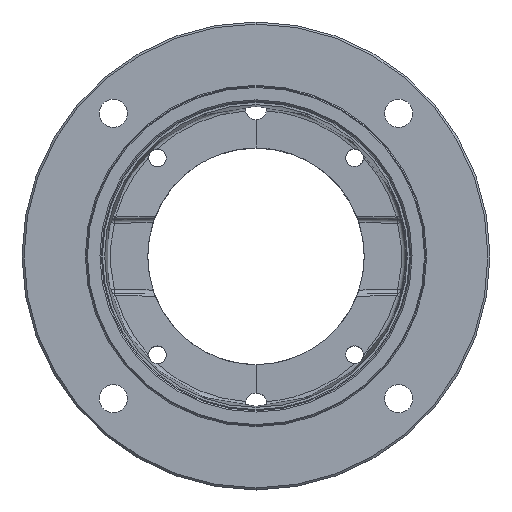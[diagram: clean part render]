
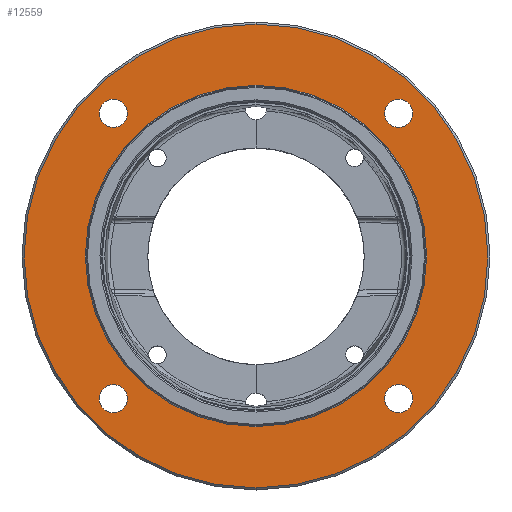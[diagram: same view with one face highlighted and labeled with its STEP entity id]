
A CAD part, top view. The second image highlights one B-rep face of the part: STEP entity #12559.
In plain terms, the highlighted planar face has unit normal (0, 0, 1).
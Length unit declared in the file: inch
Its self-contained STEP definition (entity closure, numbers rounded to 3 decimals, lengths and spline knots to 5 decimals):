
#12=CARTESIAN_POINT('',(0.,0.,-0.1825));
#13=DIRECTION('',(0.,0.,1.));
#14=DIRECTION('',(0.,1.,0.));
#15=AXIS2_PLACEMENT_3D('',#12,#13,#14);
#21=CARTESIAN_POINT('',(0.,0.,-0.1825));
#22=DIRECTION('',(0.,0.,-1.));
#23=DIRECTION('',(0.,1.,0.));
#24=AXIS2_PLACEMENT_3D('',#21,#22,#23);
#2031=CARTESIAN_POINT('',(0.,0.,-0.1825));
#2032=DIRECTION('',(0.,0.,1.));
#2033=DIRECTION('',(0.,1.,0.));
#2034=AXIS2_PLACEMENT_3D('',#2031,#2032,#2033);
#2036=CARTESIAN_POINT('',(0.,0.,-0.1825));
#2037=DIRECTION('',(0.,0.,-1.));
#2038=DIRECTION('',(0.,1.,0.));
#2039=AXIS2_PLACEMENT_3D('',#2036,#2037,#2038);
#2041=CARTESIAN_POINT('',(-2.07713,2.07713,-0.1825));
#2042=DIRECTION('',(0.,0.,-1.));
#2043=DIRECTION('',(-0.707,0.707,0.));
#2044=AXIS2_PLACEMENT_3D('',#2041,#2042,#2043);
#2051=CARTESIAN_POINT('',(-2.07713,2.07713,-0.1825));
#2052=DIRECTION('',(0.,0.,-1.));
#2053=DIRECTION('',(0.707,-0.707,0.));
#2054=AXIS2_PLACEMENT_3D('',#2051,#2052,#2053);
#2077=CARTESIAN_POINT('',(-2.07713,-2.07713,-0.1825));
#2078=DIRECTION('',(0.,0.,-1.));
#2079=DIRECTION('',(-0.707,-0.707,0.));
#2080=AXIS2_PLACEMENT_3D('',#2077,#2078,#2079);
#2087=CARTESIAN_POINT('',(-2.07713,-2.07713,-0.1825));
#2088=DIRECTION('',(0.,0.,-1.));
#2089=DIRECTION('',(0.707,0.707,0.));
#2090=AXIS2_PLACEMENT_3D('',#2087,#2088,#2089);
#2113=CARTESIAN_POINT('',(2.07713,-2.07713,-0.1825));
#2114=DIRECTION('',(0.,0.,-1.));
#2115=DIRECTION('',(0.707,-0.707,0.));
#2116=AXIS2_PLACEMENT_3D('',#2113,#2114,#2115);
#2123=CARTESIAN_POINT('',(2.07713,-2.07713,-0.1825));
#2124=DIRECTION('',(0.,0.,-1.));
#2125=DIRECTION('',(-0.707,0.707,0.));
#2126=AXIS2_PLACEMENT_3D('',#2123,#2124,#2125);
#2149=CARTESIAN_POINT('',(2.07713,2.07713,-0.1825));
#2150=DIRECTION('',(0.,0.,-1.));
#2151=DIRECTION('',(0.707,0.707,0.));
#2152=AXIS2_PLACEMENT_3D('',#2149,#2150,#2151);
#2159=CARTESIAN_POINT('',(2.07713,2.07713,-0.1825));
#2160=DIRECTION('',(0.,0.,-1.));
#2161=DIRECTION('',(-0.707,-0.707,0.));
#2162=AXIS2_PLACEMENT_3D('',#2159,#2160,#2161);
#8575=CARTESIAN_POINT('',(0.,3.375,-0.1825));
#8576=CARTESIAN_POINT('',(0.,-3.375,-0.1825));
#8577=VERTEX_POINT('',#8575);
#8578=VERTEX_POINT('',#8576);
#8583=CARTESIAN_POINT('',(-2.22208,2.22208,-0.1825));
#8584=CARTESIAN_POINT('',(-1.93217,1.93217,-0.1825));
#8585=VERTEX_POINT('',#8583);
#8586=VERTEX_POINT('',#8584);
#8587=CARTESIAN_POINT('',(-2.22208,-2.22208,-0.1825));
#8588=CARTESIAN_POINT('',(-1.93217,-1.93217,-0.1825));
#8589=VERTEX_POINT('',#8587);
#8590=VERTEX_POINT('',#8588);
#8591=CARTESIAN_POINT('',(2.22208,-2.22208,-0.1825));
#8592=CARTESIAN_POINT('',(1.93217,-1.93217,-0.1825));
#8593=VERTEX_POINT('',#8591);
#8594=VERTEX_POINT('',#8592);
#8595=CARTESIAN_POINT('',(2.22208,2.22208,-0.1825));
#8596=CARTESIAN_POINT('',(1.93217,1.93217,-0.1825));
#8597=VERTEX_POINT('',#8595);
#8598=VERTEX_POINT('',#8596);
#8599=CARTESIAN_POINT('',(0.,2.483,-0.1825));
#8600=VERTEX_POINT('',#8599);
#8601=CARTESIAN_POINT('',(0.,-2.483,-0.1825));
#8602=VERTEX_POINT('',#8601);
#12522=CARTESIAN_POINT('',(0.,0.,-0.1825));
#12523=DIRECTION('',(0.,0.,1.));
#12524=DIRECTION('',(0.,1.,0.));
#12525=AXIS2_PLACEMENT_3D('',#12522,#12523,#12524);
#12526=PLANE('',#12525);
#12527=ORIENTED_EDGE('',*,*,#8751,.T.);
#12528=ORIENTED_EDGE('',*,*,#8736,.F.);
#12529=EDGE_LOOP('',(#12527,#12528));
#12530=FACE_OUTER_BOUND('',#12529,.F.);
#12531=ORIENTED_EDGE('',*,*,#12504,.T.);
#12532=ORIENTED_EDGE('',*,*,#12515,.F.);
#12533=EDGE_LOOP('',(#12531,#12532));
#12534=FACE_BOUND('',#12533,.F.);
#12536=ORIENTED_EDGE('',*,*,#12535,.F.);
#12538=ORIENTED_EDGE('',*,*,#12537,.F.);
#12539=EDGE_LOOP('',(#12536,#12538));
#12540=FACE_BOUND('',#12539,.F.);
#12542=ORIENTED_EDGE('',*,*,#12541,.F.);
#12544=ORIENTED_EDGE('',*,*,#12543,.F.);
#12545=EDGE_LOOP('',(#12542,#12544));
#12546=FACE_BOUND('',#12545,.F.);
#12548=ORIENTED_EDGE('',*,*,#12547,.F.);
#12550=ORIENTED_EDGE('',*,*,#12549,.F.);
#12551=EDGE_LOOP('',(#12548,#12550));
#12552=FACE_BOUND('',#12551,.F.);
#12554=ORIENTED_EDGE('',*,*,#12553,.F.);
#12556=ORIENTED_EDGE('',*,*,#12555,.F.);
#12557=EDGE_LOOP('',(#12554,#12556));
#12558=FACE_BOUND('',#12557,.F.);
#12559=ADVANCED_FACE('',(#12530,#12534,#12540,#12546,#12552,#12558),#12526,.T.);
#16=CIRCLE('',#15,3.375);
#25=CIRCLE('',#24,3.375);
#2035=CIRCLE('',#2034,2.483);
#2040=CIRCLE('',#2039,2.483);
#2045=CIRCLE('',#2044,0.205);
#2055=CIRCLE('',#2054,0.205);
#2081=CIRCLE('',#2080,0.205);
#2091=CIRCLE('',#2090,0.205);
#2117=CIRCLE('',#2116,0.205);
#2127=CIRCLE('',#2126,0.205);
#2153=CIRCLE('',#2152,0.205);
#2163=CIRCLE('',#2162,0.205);
#8736=EDGE_CURVE('',#8577,#8578,#16,.T.);
#8751=EDGE_CURVE('',#8577,#8578,#25,.T.);
#12504=EDGE_CURVE('',#8600,#8602,#2035,.T.);
#12515=EDGE_CURVE('',#8600,#8602,#2040,.T.);
#12535=EDGE_CURVE('',#8585,#8586,#2045,.T.);
#12537=EDGE_CURVE('',#8586,#8585,#2055,.T.);
#12541=EDGE_CURVE('',#8589,#8590,#2081,.T.);
#12543=EDGE_CURVE('',#8590,#8589,#2091,.T.);
#12547=EDGE_CURVE('',#8593,#8594,#2117,.T.);
#12549=EDGE_CURVE('',#8594,#8593,#2127,.T.);
#12553=EDGE_CURVE('',#8597,#8598,#2153,.T.);
#12555=EDGE_CURVE('',#8598,#8597,#2163,.T.);
